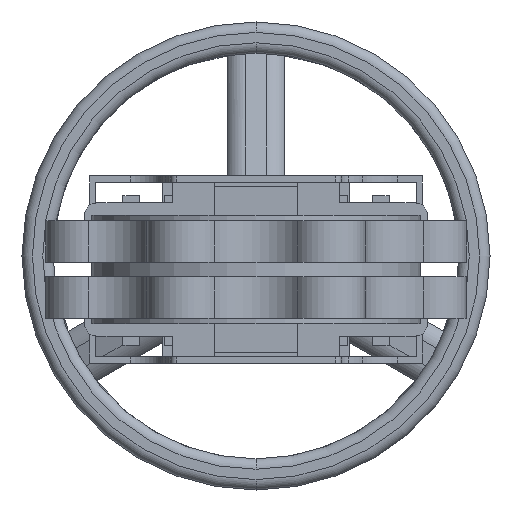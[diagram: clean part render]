
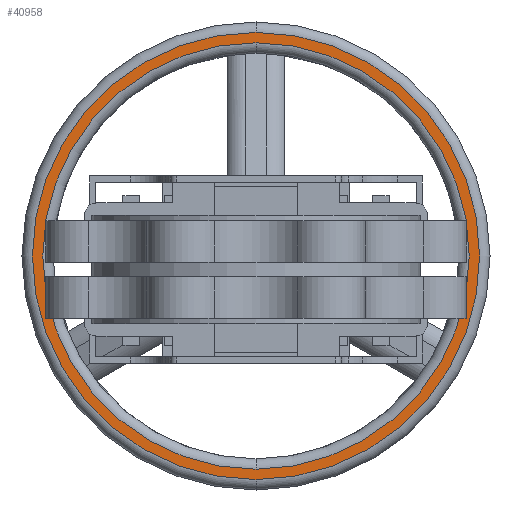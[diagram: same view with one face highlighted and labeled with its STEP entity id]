
A CAD part, front view. The second image highlights one B-rep face of the part: STEP entity #40958.
In plain terms, the highlighted planar face has unit normal (0, -1, 0).
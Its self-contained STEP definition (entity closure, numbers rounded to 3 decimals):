
#135 = ORIENTED_EDGE ( 'NONE', *, *, #34481, .T. ) ;
#987 = EDGE_CURVE ( 'NONE', #9425, #35654, #39649, .T. ) ;
#1145 = AXIS2_PLACEMENT_3D ( 'NONE', #25693, #35568, #4857 ) ;
#4557 = CARTESIAN_POINT ( 'NONE',  ( 0., 370.5, 30. ) ) ;
#4721 = CARTESIAN_POINT ( 'NONE',  ( 0., 370.5, 132.5 ) ) ;
#4857 = DIRECTION ( 'NONE',  ( 0., 0., -1. ) ) ;
#5232 = AXIS2_PLACEMENT_3D ( 'NONE', #4557, #39007, #8289 ) ;
#8289 = DIRECTION ( 'NONE',  ( 0., 0., -1. ) ) ;
#8459 = AXIS2_PLACEMENT_3D ( 'NONE', #26160, #19185, #35886 ) ;
#9083 = DIRECTION ( 'NONE',  ( 0., 0., -1. ) ) ;
#9425 = VERTEX_POINT ( 'NONE', #29003 ) ;
#10029 = CIRCLE ( 'NONE', #12779, 107.5 ) ;
#10268 = EDGE_LOOP ( 'NONE', ( #16332, #135 ) ) ;
#10309 = EDGE_CURVE ( 'NONE', #38192, #26991, #39497, .T. ) ;
#12219 = PLANE ( 'NONE',  #1145 ) ;
#12223 = ORIENTED_EDGE ( 'NONE', *, *, #19159, .T. ) ;
#12779 = AXIS2_PLACEMENT_3D ( 'NONE', #36804, #16306, #9083 ) ;
#16306 = DIRECTION ( 'NONE',  ( 0., -1., 0. ) ) ;
#16332 = ORIENTED_EDGE ( 'NONE', *, *, #987, .T. ) ;
#19159 = EDGE_CURVE ( 'NONE', #26991, #38192, #39075, .T. ) ;
#19185 = DIRECTION ( 'NONE',  ( 0., 1., 0. ) ) ;
#19803 = AXIS2_PLACEMENT_3D ( 'NONE', #40521, #26906, #26760 ) ;
#25693 = CARTESIAN_POINT ( 'NONE',  ( 0., 370.5, 30. ) ) ;
#26160 = CARTESIAN_POINT ( 'NONE',  ( 0., 370.5, 30. ) ) ;
#26246 = FACE_BOUND ( 'NONE', #36875, .T. ) ;
#26760 = DIRECTION ( 'NONE',  ( 0., 0., -1. ) ) ;
#26906 = DIRECTION ( 'NONE',  ( 0., -1., 0. ) ) ;
#26991 = VERTEX_POINT ( 'NONE', #27763 ) ;
#27763 = CARTESIAN_POINT ( 'NONE',  ( 0., 370.5, -72.5 ) ) ;
#29003 = CARTESIAN_POINT ( 'NONE',  ( 0., 370.5, -77.5 ) ) ;
#34481 = EDGE_CURVE ( 'NONE', #35654, #9425, #10029, .T. ) ;
#35568 = DIRECTION ( 'NONE',  ( 0., -1., 0. ) ) ;
#35654 = VERTEX_POINT ( 'NONE', #36022 ) ;
#35886 = DIRECTION ( 'NONE',  ( 0., 0., -1. ) ) ;
#36022 = CARTESIAN_POINT ( 'NONE',  ( 0., 370.5, 137.5 ) ) ;
#36804 = CARTESIAN_POINT ( 'NONE',  ( 0., 370.5, 30. ) ) ;
#36875 = EDGE_LOOP ( 'NONE', ( #12223, #38283 ) ) ;
#38192 = VERTEX_POINT ( 'NONE', #4721 ) ;
#38283 = ORIENTED_EDGE ( 'NONE', *, *, #10309, .T. ) ;
#39007 = DIRECTION ( 'NONE',  ( 0., 1., 0. ) ) ;
#39075 = CIRCLE ( 'NONE', #5232, 102.5 ) ;
#39497 = CIRCLE ( 'NONE', #8459, 102.5 ) ;
#39649 = CIRCLE ( 'NONE', #19803, 107.5 ) ;
#40521 = CARTESIAN_POINT ( 'NONE',  ( 0., 370.5, 30. ) ) ;
#40958 = ADVANCED_FACE ( 'NONE', ( #26246, #41813 ), #12219, .T. ) ;
#41813 = FACE_OUTER_BOUND ( 'NONE', #10268, .T. ) ;
